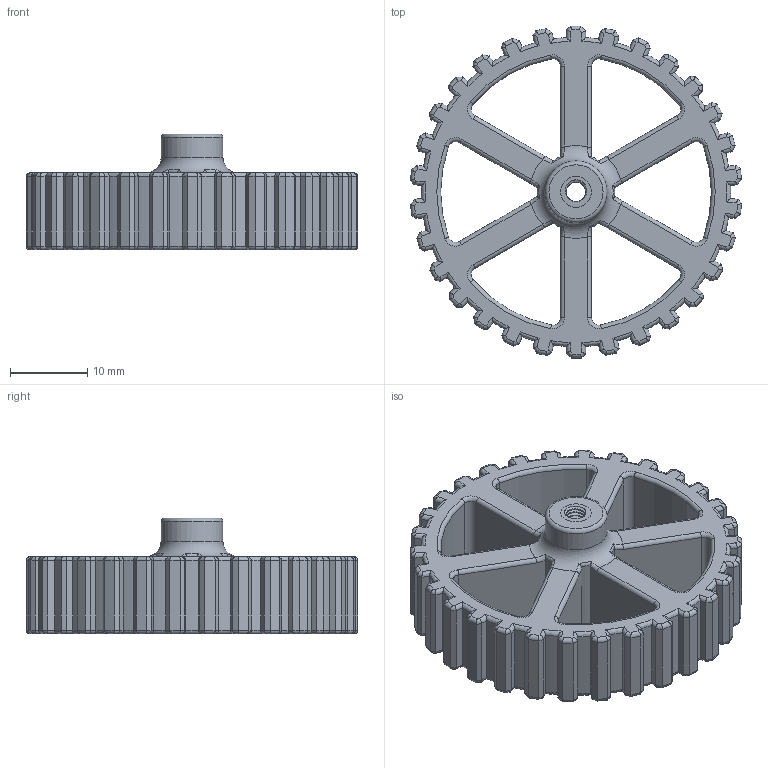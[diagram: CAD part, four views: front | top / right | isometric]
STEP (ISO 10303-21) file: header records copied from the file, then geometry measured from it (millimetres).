
FILE_DESCRIPTION(/* description */ (''),/* implementation_level */ '2;1');
FILE_NAME(/* name */ 'M3 Knob With BrasNutM3.step',/* time_stamp */ '2024-03-16T12:12:38+07:00',/* author */ (''),/* organization */ (''),/* preprocessor_version */ 'ST-DEVELOPER v20',/* originating_system */ 'Autodesk Translation Framework v12.14.0.127',/* authorisation */ '');
FILE_SCHEMA (('AUTOMOTIVE_DESIGN { 1 0 10303 214 3 1 1 }'));
Length unit declared in the file: millimetre
Products named in the file (3): (Unsaved); BrassNut M3; M3 Aluminium Knob
Assembly tree (2 placements, depth 2):
  (Unsaved)
    BrassNut M3
    M3 Aluminium Knob
Bounding box: 42.84 x 42.92 x 15 mm (x, y, z)
Volume: 7707.3 mm3; surface area: 6159.4 mm2
Topology: 2 solids, 2 shells, 693 faces, 1647 edges, 953 vertices
Faces by surface type: cylinder 400, plane 167, torus 112, bspline 14
Full cylindrical faces by diameter (mm): 2.529 x4, 3.086 x2, 4 x2, 6 x1, 8 x1
Entity records: 22915 total; most frequent: CARTESIAN_POINT 7025, DIRECTION 3340, ORIENTED_EDGE 3294, EDGE_CURVE 1647, AXIS2_PLACEMENT_3D 1228, VERTEX_POINT 953, LINE 884, VECTOR 884
